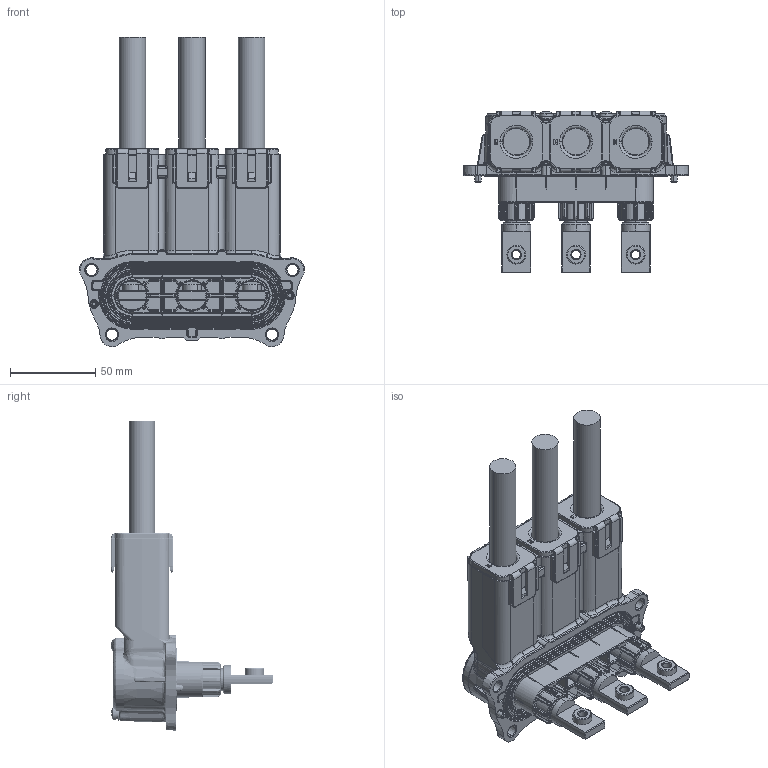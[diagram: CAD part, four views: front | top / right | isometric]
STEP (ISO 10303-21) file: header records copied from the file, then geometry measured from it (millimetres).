
FILE_DESCRIPTION (( 'STEP AP214' ), '1' );
FILE_NAME ('YG196-00-510-00B（客用）.STEP', '2022-08-18T12:18:28', ( 'yguser' ), ( 'ygkj' ), 'SwSTEP 2.0', 'SolidWorks 2018', '' );
FILE_SCHEMA (( 'AUTOMOTIVE_DESIGN' ));
Length unit declared in the file: millimetre
Products named in the file (3): M6穩揤蹟譫; YG196-00-510-00B（客用）
Assembly tree (4 placements, depth 2):
  YG196-00-510-00B（客用）
    YG196-00-510-00B（客用）
    M6穩揤蹟譫  x3
Bounding box: 132.21 x 94.9 x 181.5 mm (x, y, z)
Volume: 427445.7 mm3; surface area: 110740.2 mm2
Topology: 5 solids, 27 shells, 4762 faces, 12229 edges, 7337 vertices
Faces by surface type: bspline 1454, plane 1380, cylinder 1349, cone 569, torus 10
Entity records: 219430 total; most frequent: CARTESIAN_POINT 88399, ORIENTED_EDGE 23876, DIRECTION 19035, EDGE_CURVE 11938, VERTEX_POINT 7301, AXIS2_PLACEMENT_3D 7072, EDGE_LOOP 4899, LINE 4891
